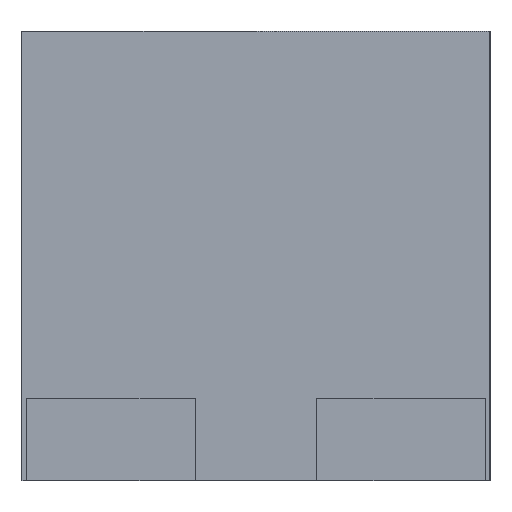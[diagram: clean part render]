
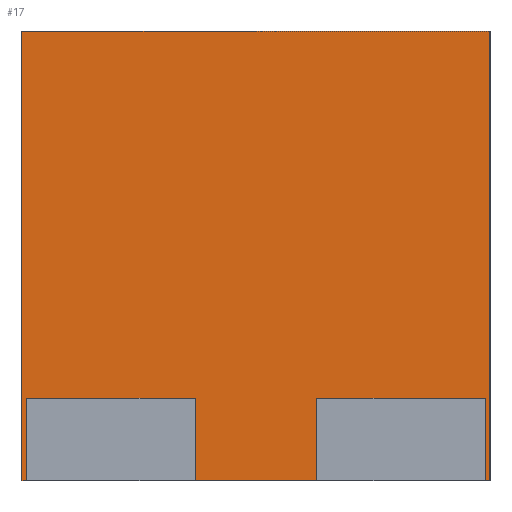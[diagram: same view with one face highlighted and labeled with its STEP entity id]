
A CAD part, left-side view. The second image highlights one B-rep face of the part: STEP entity #17.
In plain terms, the highlighted planar face has unit normal (-1, 0, 0).
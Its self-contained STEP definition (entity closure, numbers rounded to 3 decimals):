
#13=DIRECTION('',(0.,0.,1.));
#17=ADVANCED_FACE('',(#18),#83,.F.);
#18=FACE_BOUND('',#19,.F.);
#19=EDGE_LOOP('',(#20,#29,#35,#40,#45,#52,#57,#61,#66,#71,#76,#80));
#20=ORIENTED_EDGE('',*,*,#21,.F.);
#21=EDGE_CURVE('',#22,#24,#26,.T.);
#22=VERTEX_POINT('',#23);
#23=CARTESIAN_POINT('',(-1.6,-1.25,2.4));
#24=VERTEX_POINT('',#25);
#25=CARTESIAN_POINT('',(-1.6,1.25,2.4));
#26=LINE('',#23,#27);
#27=VECTOR('',#28,1.);
#28=DIRECTION('',(0.,1.,0.));
#29=ORIENTED_EDGE('',*,*,#30,.F.);
#30=EDGE_CURVE('',#31,#22,#33,.T.);
#31=VERTEX_POINT('',#32);
#32=CARTESIAN_POINT('',(-1.6,-1.25,0.));
#33=LINE('',#32,#34);
#34=VECTOR('',#13,1.);
#35=ORIENTED_EDGE('',*,*,#36,.T.);
#36=EDGE_CURVE('',#31,#37,#39,.T.);
#37=VERTEX_POINT('',#38);
#38=CARTESIAN_POINT('',(-1.6,-1.225,0.));
#39=LINE('',#32,#27);
#40=ORIENTED_EDGE('',*,*,#41,.T.);
#41=EDGE_CURVE('',#37,#42,#44,.T.);
#42=VERTEX_POINT('',#43);
#43=CARTESIAN_POINT('',(-1.6,-1.225,0.44));
#44=LINE('',#38,#34);
#45=ORIENTED_EDGE('',*,*,#46,.F.);
#46=EDGE_CURVE('',#47,#42,#49,.T.);
#47=VERTEX_POINT('',#48);
#48=CARTESIAN_POINT('',(-1.6,-0.325,0.44));
#49=LINE('',#48,#50);
#50=VECTOR('',#51,1.);
#51=DIRECTION('',(0.,-1.,0.));
#52=ORIENTED_EDGE('',*,*,#53,.F.);
#53=EDGE_CURVE('',#54,#47,#56,.T.);
#54=VERTEX_POINT('',#55);
#55=CARTESIAN_POINT('',(-1.6,-0.325,0.));
#56=LINE('',#55,#34);
#57=ORIENTED_EDGE('',*,*,#58,.T.);
#58=EDGE_CURVE('',#54,#59,#39,.T.);
#59=VERTEX_POINT('',#60);
#60=CARTESIAN_POINT('',(-1.6,0.325,0.));
#61=ORIENTED_EDGE('',*,*,#62,.T.);
#62=EDGE_CURVE('',#59,#63,#65,.T.);
#63=VERTEX_POINT('',#64);
#64=CARTESIAN_POINT('',(-1.6,0.325,0.44));
#65=LINE('',#60,#34);
#66=ORIENTED_EDGE('',*,*,#67,.F.);
#67=EDGE_CURVE('',#68,#63,#70,.T.);
#68=VERTEX_POINT('',#69);
#69=CARTESIAN_POINT('',(-1.6,1.225,0.44));
#70=LINE('',#69,#50);
#71=ORIENTED_EDGE('',*,*,#72,.F.);
#72=EDGE_CURVE('',#73,#68,#75,.T.);
#73=VERTEX_POINT('',#74);
#74=CARTESIAN_POINT('',(-1.6,1.225,0.));
#75=LINE('',#74,#34);
#76=ORIENTED_EDGE('',*,*,#77,.T.);
#77=EDGE_CURVE('',#73,#78,#39,.T.);
#78=VERTEX_POINT('',#79);
#79=CARTESIAN_POINT('',(-1.6,1.25,0.));
#80=ORIENTED_EDGE('',*,*,#81,.T.);
#81=EDGE_CURVE('',#78,#24,#82,.T.);
#82=LINE('',#79,#34);
#83=PLANE('',#84);
#84=AXIS2_PLACEMENT_3D('',#32,#85,#13);
#85=DIRECTION('',(1.,0.,0.));
